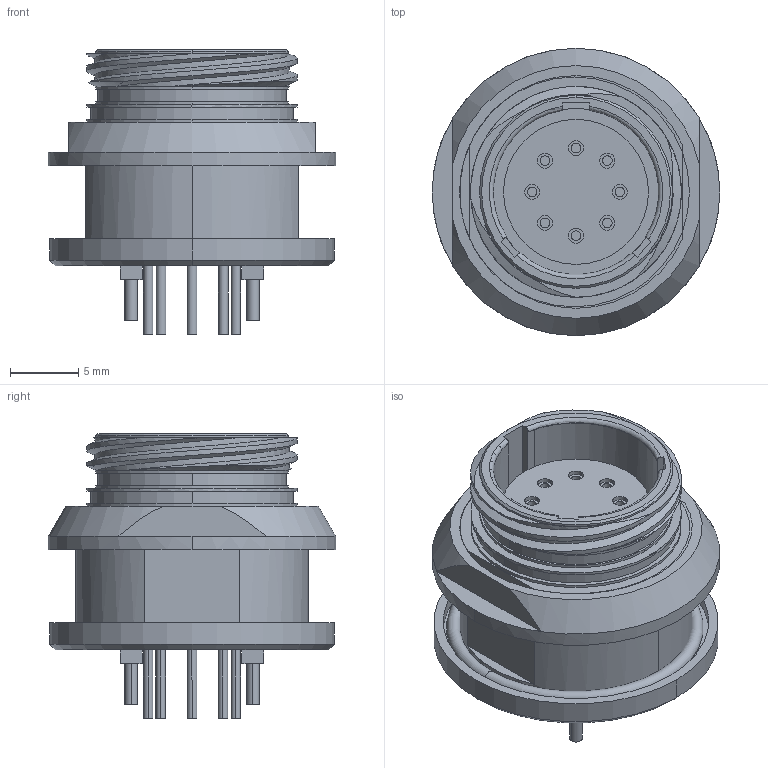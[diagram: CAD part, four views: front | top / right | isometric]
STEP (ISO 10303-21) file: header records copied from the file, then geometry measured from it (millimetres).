
FILE_DESCRIPTION((''),'2;1');
FILE_NAME('LEMO_HEU.2M.308.XLNP.stp','2015-01-19T15:04:51',(''),(''),'Mechanical Desktop 2011','Mechanical Desktop 2011',', , ');
FILE_SCHEMA(('AUTOMOTIVE_DESIGN { 1 2 10303 214 1 1 1 1 }'));
Length unit declared in the file: millimetre
Products named in the file (1): Product
Bounding box: 21 x 21 x 20.8 mm (x, y, z)
Volume: 3143.4 mm3; surface area: 4315.1 mm2
Topology: 30 solids, 30 shells, 289 faces, 630 edges, 420 vertices
Faces by surface type: cylinder 136, plane 125, torus 11, bspline 9, cone 8
Entity records: 9033 total; most frequent: CARTESIAN_POINT 2337, DIRECTION 1460, ORIENTED_EDGE 1260, EDGE_CURVE 630, AXIS2_PLACEMENT_3D 605, VERTEX_POINT 420, EDGE_LOOP 348, CIRCLE 324
